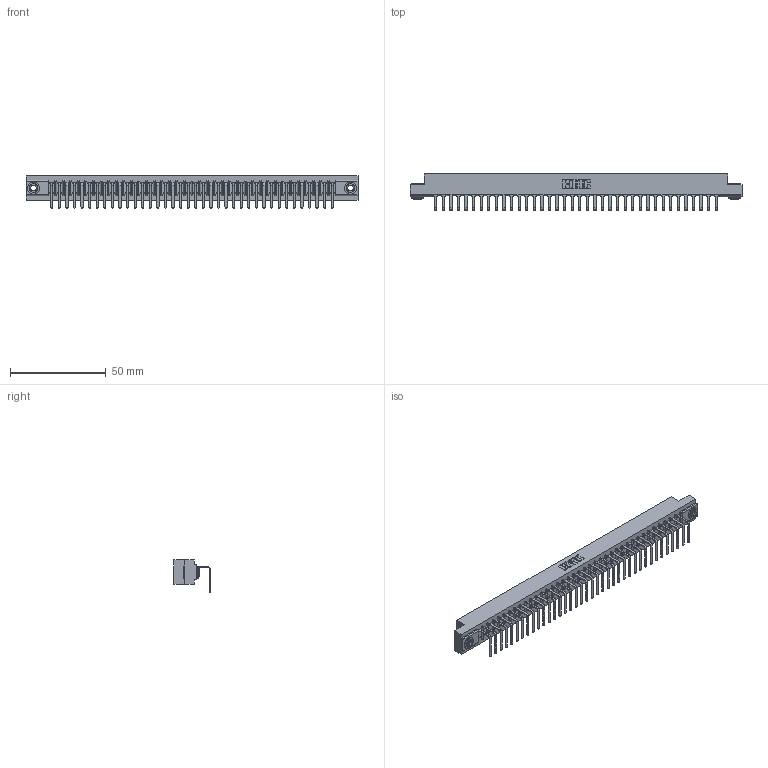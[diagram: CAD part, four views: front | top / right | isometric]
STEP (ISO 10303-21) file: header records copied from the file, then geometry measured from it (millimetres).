
FILE_DESCRIPTION (( 'STEP AP203' ), '1' );
FILE_NAME ('307-038-558-103.STEP', '2019-09-05T14:49:07', ( '' ), ( '' ), 'SwSTEP 2.0', 'SolidWorks 2016', '' );
FILE_SCHEMA (( 'CONFIG_CONTROL_DESIGN' ));
Length unit declared in the file: inch
Products named in the file (4): 307 Part_.156 Dia Mounting Holes; 345-250-002_345-250-002-102; 307-038-558-103; 307-290-001_558 - 2 (Single)
Assembly tree (41 placements, depth 2):
  307-038-558-103
    307 Part_.156 Dia Mounting Holes
    307-290-001_558 - 2 (Single)  x38
    345-250-002_345-250-002-102  x2
Bounding box: 173.58 x 18.96 x 16.8 mm (x, y, z)
Volume: 18170.9 mm3; surface area: 20565.4 mm2
Topology: 41 solids, 41 shells, 2489 faces, 7047 edges, 4538 vertices
Faces by surface type: plane 1576, cylinder 827, sphere 78, cone 8
Entity records: 34239 total; most frequent: CARTESIAN_POINT 5745, ORIENTED_EDGE 5722, DIRECTION 5605, EDGE_CURVE 2861, VECTOR 2185, LINE 2185, VERTEX_POINT 1850, AXIS2_PLACEMENT_3D 1710
